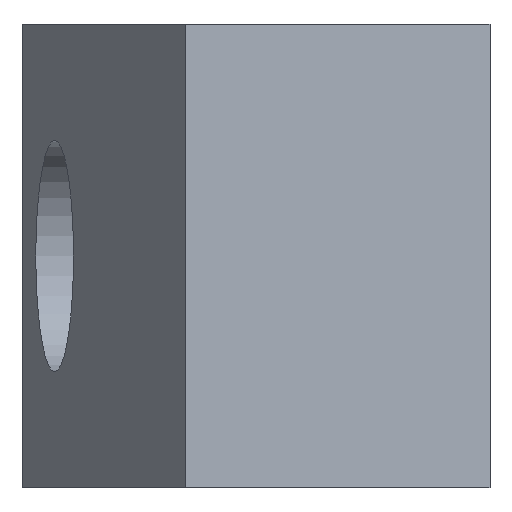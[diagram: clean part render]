
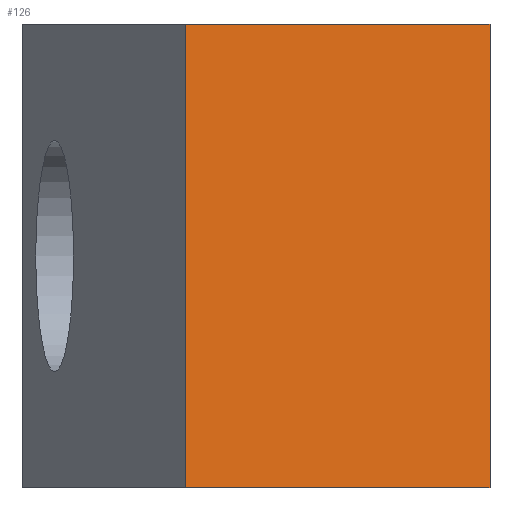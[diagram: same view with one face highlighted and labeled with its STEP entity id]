
A CAD part, left-side view. The second image highlights one B-rep face of the part: STEP entity #126.
In plain terms, the highlighted planar face has unit normal (-0.987, -0.163, 0).
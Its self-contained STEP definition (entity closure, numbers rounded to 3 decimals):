
#19=PLANE('',#149);
#26=FACE_OUTER_BOUND('',#33,.T.);
#33=EDGE_LOOP('',(#104,#105,#106,#107));
#46=LINE('',#207,#59);
#47=LINE('',#210,#60);
#48=LINE('',#212,#61);
#49=LINE('',#213,#62);
#59=VECTOR('',#172,10.);
#60=VECTOR('',#175,10.);
#61=VECTOR('',#176,10.);
#62=VECTOR('',#177,10.);
#73=VERTEX_POINT('',#203);
#74=VERTEX_POINT('',#205);
#75=VERTEX_POINT('',#209);
#76=VERTEX_POINT('',#211);
#86=EDGE_CURVE('',#73,#74,#46,.T.);
#87=EDGE_CURVE('',#75,#73,#47,.T.);
#88=EDGE_CURVE('',#76,#74,#48,.T.);
#89=EDGE_CURVE('',#75,#76,#49,.T.);
#104=ORIENTED_EDGE('',*,*,#87,.T.);
#105=ORIENTED_EDGE('',*,*,#86,.T.);
#106=ORIENTED_EDGE('',*,*,#88,.F.);
#107=ORIENTED_EDGE('',*,*,#89,.F.);
#126=ADVANCED_FACE('',(#26),#19,.T.);
#149=AXIS2_PLACEMENT_3D('',#208,#173,#174);
#172=DIRECTION('',(-0.163,0.987,0.));
#173=DIRECTION('center_axis',(-0.987,-0.163,0.));
#174=DIRECTION('ref_axis',(0.,0.,1.));
#175=DIRECTION('',(0.,0.,1.));
#176=DIRECTION('',(0.,0.,1.));
#177=DIRECTION('',(-0.163,0.987,0.));
#203=CARTESIAN_POINT('',(5.407,25.628,6.5));
#205=CARTESIAN_POINT('',(4.756,29.575,6.5));
#207=CARTESIAN_POINT('',(5.407,25.628,6.5));
#208=CARTESIAN_POINT('Origin',(5.407,25.628,0.5));
#209=CARTESIAN_POINT('',(5.407,25.628,0.5));
#210=CARTESIAN_POINT('',(5.407,25.628,0.5));
#211=CARTESIAN_POINT('',(4.756,29.575,0.5));
#212=CARTESIAN_POINT('',(4.756,29.575,0.5));
#213=CARTESIAN_POINT('',(5.407,25.628,0.5));
